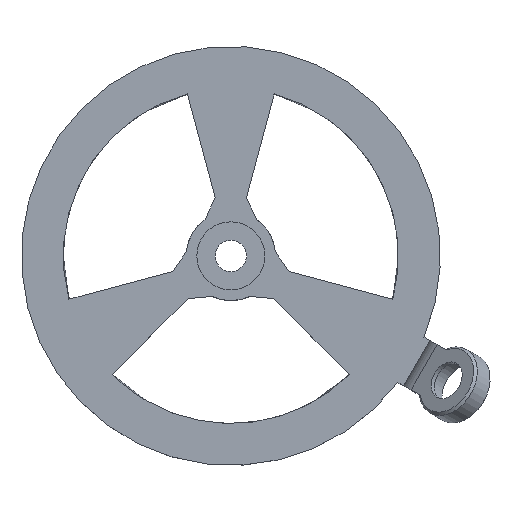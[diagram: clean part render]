
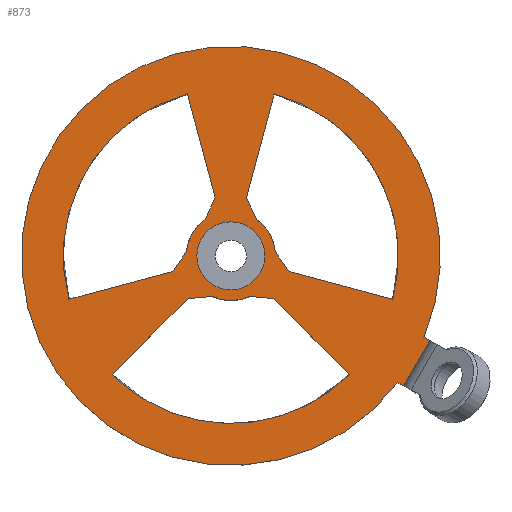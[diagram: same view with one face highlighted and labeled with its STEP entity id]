
A CAD part, top view. The second image highlights one B-rep face of the part: STEP entity #873.
In plain terms, the highlighted planar face has unit normal (0, 0, 1).
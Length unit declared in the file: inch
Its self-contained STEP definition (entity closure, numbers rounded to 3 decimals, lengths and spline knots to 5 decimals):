
#22=FACE_BOUND('',#153,.T.);
#23=FACE_BOUND('',#154,.T.);
#24=FACE_BOUND('',#155,.T.);
#25=FACE_BOUND('',#156,.T.);
#58=PLANE('',#972);
#101=FACE_OUTER_BOUND('',#152,.T.);
#152=EDGE_LOOP('',(#776,#777,#778,#779));
#153=EDGE_LOOP('',(#780));
#154=EDGE_LOOP('',(#781,#782,#783,#784,#785,#786));
#155=EDGE_LOOP('',(#787,#788,#789,#790,#791,#792,#793));
#156=EDGE_LOOP('',(#794,#795,#796,#797,#798,#799));
#170=LINE('',#1257,#249);
#186=LINE('',#1342,#265);
#190=LINE('',#1349,#269);
#193=LINE('',#1357,#272);
#202=LINE('',#1388,#281);
#205=LINE('',#1394,#284);
#207=LINE('',#1399,#286);
#211=LINE('',#1406,#290);
#214=LINE('',#1412,#293);
#216=LINE('',#1417,#295);
#218=LINE('',#1421,#297);
#226=LINE('',#1453,#305);
#227=LINE('',#1455,#306);
#229=LINE('',#1459,#308);
#231=LINE('',#1463,#310);
#249=VECTOR('',#999,0.3937);
#265=VECTOR('',#1077,0.3937);
#269=VECTOR('',#1083,0.3937);
#272=VECTOR('',#1088,0.3937);
#281=VECTOR('',#1117,0.3937);
#284=VECTOR('',#1122,0.3937);
#286=VECTOR('',#1126,0.3937);
#290=VECTOR('',#1132,0.3937);
#293=VECTOR('',#1137,0.3937);
#295=VECTOR('',#1141,0.3937);
#297=VECTOR('',#1145,0.3937);
#305=VECTOR('',#1181,0.3937);
#306=VECTOR('',#1184,0.3937);
#308=VECTOR('',#1190,0.3937);
#310=VECTOR('',#1196,0.3937);
#337=CIRCLE('',#924,0.325);
#342=CIRCLE('',#934,0.426);
#344=CIRCLE('',#936,0.426);
#346=CIRCLE('',#938,0.426);
#350=CIRCLE('',#951,1.6);
#352=CIRCLE('',#953,1.6);
#354=CIRCLE('',#955,1.6);
#356=CIRCLE('',#957,1.6);
#357=CIRCLE('',#959,2.);
#370=VERTEX_POINT('',#1254);
#371=VERTEX_POINT('',#1256);
#391=VERTEX_POINT('',#1327);
#396=VERTEX_POINT('',#1339);
#397=VERTEX_POINT('',#1341);
#399=VERTEX_POINT('',#1347);
#402=VERTEX_POINT('',#1354);
#403=VERTEX_POINT('',#1356);
#407=VERTEX_POINT('',#1368);
#408=VERTEX_POINT('',#1370);
#411=VERTEX_POINT('',#1376);
#412=VERTEX_POINT('',#1378);
#415=VERTEX_POINT('',#1386);
#417=VERTEX_POINT('',#1392);
#419=VERTEX_POINT('',#1398);
#421=VERTEX_POINT('',#1404);
#423=VERTEX_POINT('',#1410);
#425=VERTEX_POINT('',#1416);
#426=VERTEX_POINT('',#1420);
#429=VERTEX_POINT('',#1430);
#431=VERTEX_POINT('',#1435);
#433=VERTEX_POINT('',#1440);
#435=VERTEX_POINT('',#1445);
#436=VERTEX_POINT('',#1449);
#455=EDGE_CURVE('',#371,#370,#170,.T.);
#486=EDGE_CURVE('',#391,#391,#337,.T.);
#492=EDGE_CURVE('',#396,#397,#186,.T.);
#496=EDGE_CURVE('',#396,#399,#190,.T.);
#499=EDGE_CURVE('',#402,#403,#193,.T.);
#504=EDGE_CURVE('',#402,#397,#342,.T.);
#507=EDGE_CURVE('',#408,#407,#344,.T.);
#511=EDGE_CURVE('',#412,#411,#346,.T.);
#516=EDGE_CURVE('',#415,#407,#202,.T.);
#519=EDGE_CURVE('',#415,#417,#205,.T.);
#521=EDGE_CURVE('',#408,#419,#207,.T.);
#525=EDGE_CURVE('',#421,#411,#211,.T.);
#528=EDGE_CURVE('',#421,#423,#214,.T.);
#530=EDGE_CURVE('',#412,#425,#216,.T.);
#532=EDGE_CURVE('',#426,#371,#218,.T.);
#538=EDGE_CURVE('',#423,#429,#350,.T.);
#541=EDGE_CURVE('',#417,#431,#352,.T.);
#544=EDGE_CURVE('',#399,#433,#354,.T.);
#547=EDGE_CURVE('',#429,#435,#356,.T.);
#548=EDGE_CURVE('',#370,#436,#357,.T.);
#550=EDGE_CURVE('',#436,#426,#226,.T.);
#551=EDGE_CURVE('',#419,#431,#227,.T.);
#553=EDGE_CURVE('',#425,#435,#229,.T.);
#555=EDGE_CURVE('',#403,#433,#231,.T.);
#776=ORIENTED_EDGE('',*,*,#532,.T.);
#777=ORIENTED_EDGE('',*,*,#455,.T.);
#778=ORIENTED_EDGE('',*,*,#548,.T.);
#779=ORIENTED_EDGE('',*,*,#550,.T.);
#780=ORIENTED_EDGE('',*,*,#486,.T.);
#781=ORIENTED_EDGE('',*,*,#521,.F.);
#782=ORIENTED_EDGE('',*,*,#507,.T.);
#783=ORIENTED_EDGE('',*,*,#516,.F.);
#784=ORIENTED_EDGE('',*,*,#519,.T.);
#785=ORIENTED_EDGE('',*,*,#541,.T.);
#786=ORIENTED_EDGE('',*,*,#551,.F.);
#787=ORIENTED_EDGE('',*,*,#538,.T.);
#788=ORIENTED_EDGE('',*,*,#547,.T.);
#789=ORIENTED_EDGE('',*,*,#553,.F.);
#790=ORIENTED_EDGE('',*,*,#530,.F.);
#791=ORIENTED_EDGE('',*,*,#511,.T.);
#792=ORIENTED_EDGE('',*,*,#525,.F.);
#793=ORIENTED_EDGE('',*,*,#528,.T.);
#794=ORIENTED_EDGE('',*,*,#544,.T.);
#795=ORIENTED_EDGE('',*,*,#555,.F.);
#796=ORIENTED_EDGE('',*,*,#499,.F.);
#797=ORIENTED_EDGE('',*,*,#504,.T.);
#798=ORIENTED_EDGE('',*,*,#492,.F.);
#799=ORIENTED_EDGE('',*,*,#496,.T.);
#873=ADVANCED_FACE('',(#101,#22,#23,#24,#25),#58,.T.);
#924=AXIS2_PLACEMENT_3D('',#1328,#1064,#1065);
#934=AXIS2_PLACEMENT_3D('',#1365,#1097,#1098);
#936=AXIS2_PLACEMENT_3D('',#1371,#1102,#1103);
#938=AXIS2_PLACEMENT_3D('',#1379,#1108,#1109);
#951=AXIS2_PLACEMENT_3D('',#1432,#1157,#1158);
#953=AXIS2_PLACEMENT_3D('',#1437,#1162,#1163);
#955=AXIS2_PLACEMENT_3D('',#1442,#1167,#1168);
#957=AXIS2_PLACEMENT_3D('',#1447,#1172,#1173);
#959=AXIS2_PLACEMENT_3D('',#1450,#1176,#1177);
#972=AXIS2_PLACEMENT_3D('',#1479,#1213,#1214);
#999=DIRECTION('',(-0.866,0.5,0.));
#1064=DIRECTION('center_axis',(0.,0.,-1.));
#1065=DIRECTION('ref_axis',(-0.5,-0.866,0.));
#1077=DIRECTION('',(0.575,0.818,0.));
#1083=DIRECTION('',(-0.966,-0.259,0.));
#1088=DIRECTION('',(0.422,0.907,0.));
#1097=DIRECTION('center_axis',(0.,0.,1.));
#1098=DIRECTION('ref_axis',(0.5,0.866,0.));
#1102=DIRECTION('center_axis',(0.,0.,1.));
#1103=DIRECTION('ref_axis',(0.5,0.866,0.));
#1108=DIRECTION('center_axis',(0.,0.,1.));
#1109=DIRECTION('ref_axis',(0.5,0.866,0.));
#1117=DIRECTION('',(0.422,-0.907,0.));
#1122=DIRECTION('',(0.259,0.966,0.));
#1126=DIRECTION('',(0.575,-0.818,0.));
#1132=DIRECTION('',(-0.996,0.088,0.));
#1137=DIRECTION('',(0.707,-0.707,0.));
#1141=DIRECTION('',(-0.996,-0.088,0.));
#1145=DIRECTION('',(0.5,0.866,0.));
#1157=DIRECTION('center_axis',(0.,0.,-1.));
#1158=DIRECTION('ref_axis',(0.5,0.866,0.));
#1162=DIRECTION('center_axis',(0.,0.,-1.));
#1163=DIRECTION('ref_axis',(0.5,0.866,0.));
#1167=DIRECTION('center_axis',(0.,0.,-1.));
#1168=DIRECTION('ref_axis',(0.5,0.866,0.));
#1172=DIRECTION('center_axis',(0.,0.,-1.));
#1173=DIRECTION('ref_axis',(0.5,0.866,0.));
#1176=DIRECTION('center_axis',(0.,0.,1.));
#1177=DIRECTION('ref_axis',(0.922,-0.388,0.));
#1181=DIRECTION('',(0.866,-0.5,0.));
#1184=DIRECTION('',(0.966,-0.259,0.));
#1190=DIRECTION('',(-0.707,-0.707,0.));
#1196=DIRECTION('',(-0.259,0.966,0.));
#1213=DIRECTION('center_axis',(0.,0.,1.));
#1214=DIRECTION('ref_axis',(0.5,0.866,0.));
#1254=CARTESIAN_POINT('',(1.84347,-0.77565,4.863));
#1256=CARTESIAN_POINT('',(1.90035,-0.80849,4.863));
#1257=CARTESIAN_POINT('',(2.11686,-0.93349,4.863));
#1327=CARTESIAN_POINT('',(0.1625,0.28146,4.863));
#1328=CARTESIAN_POINT('Origin',(0.,0.,4.863));
#1339=CARTESIAN_POINT('',(-0.55637,-0.14908,4.863));
#1341=CARTESIAN_POINT('',(-0.42419,0.0392,4.863));
#1342=CARTESIAN_POINT('',(-0.39643,0.07874,4.863));
#1347=CARTESIAN_POINT('',(-1.54548,-0.41411,4.863));
#1349=CARTESIAN_POINT('',(-0.41148,-0.11026,4.863));
#1354=CARTESIAN_POINT('',(-0.24605,0.34776,4.863));
#1356=CARTESIAN_POINT('',(-0.14908,0.55637,4.863));
#1357=CARTESIAN_POINT('',(-0.26641,0.30395,4.863));
#1365=CARTESIAN_POINT('Origin',(0.,0.,
4.863));
#1368=CARTESIAN_POINT('',(0.24605,0.34776,4.863));
#1370=CARTESIAN_POINT('',(0.42419,0.0392,4.863));
#1371=CARTESIAN_POINT('Origin',(0.,0.,
4.863));
#1376=CARTESIAN_POINT('',(0.17814,-0.38696,4.863));
#1378=CARTESIAN_POINT('',(-0.17814,-0.38696,4.863));
#1379=CARTESIAN_POINT('Origin',(0.,0.,
4.863));
#1386=CARTESIAN_POINT('',(0.14908,0.55637,4.863));
#1388=CARTESIAN_POINT('',(0.26641,0.30395,4.863));
#1392=CARTESIAN_POINT('',(0.41411,1.54548,4.863));
#1394=CARTESIAN_POINT('',(0.11026,0.41148,4.863));
#1398=CARTESIAN_POINT('',(0.55637,-0.14908,4.863));
#1399=CARTESIAN_POINT('',(0.39643,0.07874,4.863));
#1404=CARTESIAN_POINT('',(0.40729,-0.40729,4.863));
#1406=CARTESIAN_POINT('',(0.13002,-0.38269,4.863));
#1410=CARTESIAN_POINT('',(1.13137,-1.13137,4.863));
#1412=CARTESIAN_POINT('',(0.30123,-0.30123,4.863));
#1416=CARTESIAN_POINT('',(-0.40729,-0.40729,4.863));
#1417=CARTESIAN_POINT('',(-0.13002,-0.38269,4.863));
#1420=CARTESIAN_POINT('',(1.65035,-1.24151,4.863));
#1421=CARTESIAN_POINT('',(1.71285,-1.13325,4.863));
#1430=CARTESIAN_POINT('',(-0.8,-1.38564,4.863));
#1432=CARTESIAN_POINT('Origin',(0.,0.,4.863));
#1435=CARTESIAN_POINT('',(1.54548,-0.41411,4.863));
#1437=CARTESIAN_POINT('Origin',(0.,0.,4.863));
#1440=CARTESIAN_POINT('',(-0.41411,1.54548,4.863));
#1442=CARTESIAN_POINT('Origin',(0.,0.,4.863));
#1445=CARTESIAN_POINT('',(-1.13137,-1.13137,4.863));
#1447=CARTESIAN_POINT('Origin',(0.,0.,4.863));
#1449=CARTESIAN_POINT('',(1.59347,-1.20866,4.863));
#1450=CARTESIAN_POINT('Origin',(0.,0.,4.863));
#1453=CARTESIAN_POINT('',(1.59347,-1.20866,4.863));
#1455=CARTESIAN_POINT('',(0.41148,-0.11026,4.863));
#1459=CARTESIAN_POINT('',(-0.30123,-0.30123,4.863));
#1463=CARTESIAN_POINT('',(-0.11026,0.41148,4.863));
#1479=CARTESIAN_POINT('Origin',(0.,0.,
4.863));
